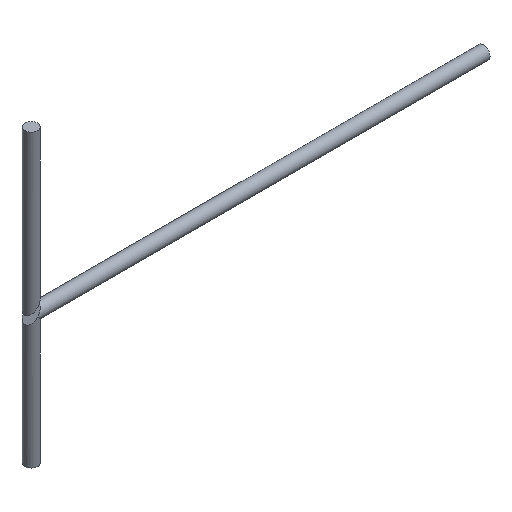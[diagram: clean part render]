
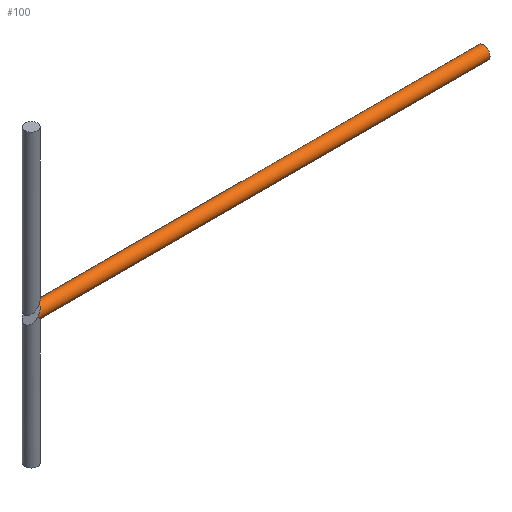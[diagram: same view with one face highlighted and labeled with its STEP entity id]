
A CAD part, isometric view. The second image highlights one B-rep face of the part: STEP entity #100.
In plain terms, the highlighted cylindrical face has radius 1 mm (diameter 2 mm), a full revolution.
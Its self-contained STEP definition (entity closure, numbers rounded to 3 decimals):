
#18=LINE('',#194,#21);
#21=VECTOR('',#163,1.);
#25=CIRCLE('',#132,1.);
#27=CYLINDRICAL_SURFACE('',#133,1.);
#34=FACE_OUTER_BOUND('',#42,.T.);
#42=EDGE_LOOP('',(#76,#77,#78,#79,#80));
#46=ELLIPSE('',#134,1.414,1.);
#47=ELLIPSE('',#135,1.414,1.);
#53=VERTEX_POINT('',#190);
#54=VERTEX_POINT('',#193);
#55=VERTEX_POINT('',#195);
#61=EDGE_CURVE('',#53,#53,#25,.T.);
#62=EDGE_CURVE('',#53,#54,#18,.T.);
#63=EDGE_CURVE('',#55,#54,#46,.T.);
#64=EDGE_CURVE('',#54,#55,#47,.T.);
#76=ORIENTED_EDGE('',*,*,#61,.F.);
#77=ORIENTED_EDGE('',*,*,#62,.T.);
#78=ORIENTED_EDGE('',*,*,#63,.F.);
#79=ORIENTED_EDGE('',*,*,#64,.F.);
#80=ORIENTED_EDGE('',*,*,#62,.F.);
#100=ADVANCED_FACE('',(#34),#27,.T.);
#132=AXIS2_PLACEMENT_3D('',#191,#159,#160);
#133=AXIS2_PLACEMENT_3D('',#192,#161,#162);
#134=AXIS2_PLACEMENT_3D('',#196,#164,#165);
#135=AXIS2_PLACEMENT_3D('',#197,#166,#167);
#159=DIRECTION('center_axis',(1.,0.,0.));
#160=DIRECTION('ref_axis',(0.,-1.,0.));
#161=DIRECTION('center_axis',(1.,0.,0.));
#162=DIRECTION('ref_axis',(0.,-1.,0.));
#163=DIRECTION('',(-1.,0.,0.));
#164=DIRECTION('center_axis',(-0.707,0.,0.707));
#165=DIRECTION('ref_axis',(-0.707,0.,-0.707));
#166=DIRECTION('center_axis',(-0.707,0.,-0.707));
#167=DIRECTION('ref_axis',(0.707,0.,-0.707));
#190=CARTESIAN_POINT('',(258.612,-244.118,20.));
#191=CARTESIAN_POINT('Origin',(258.612,-245.118,20.));
#192=CARTESIAN_POINT('Origin',(188.612,-245.118,20.));
#193=CARTESIAN_POINT('',(188.612,-244.118,20.));
#194=CARTESIAN_POINT('',(188.612,-244.118,20.));
#195=CARTESIAN_POINT('',(188.612,-246.118,20.));
#196=CARTESIAN_POINT('Origin',(188.612,-245.118,20.));
#197=CARTESIAN_POINT('Origin',(188.612,-245.118,20.));
